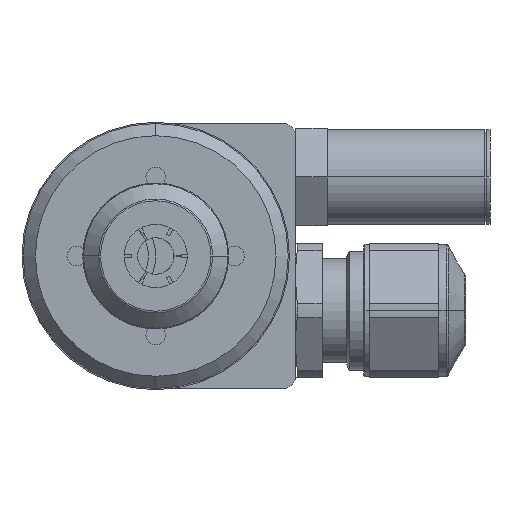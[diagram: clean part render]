
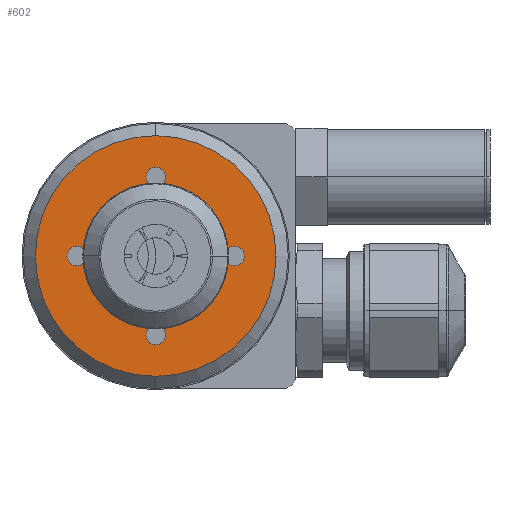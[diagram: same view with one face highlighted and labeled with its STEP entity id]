
A CAD part, left-side view. The second image highlights one B-rep face of the part: STEP entity #602.
In plain terms, the highlighted planar face has unit normal (-1, 0, 0).
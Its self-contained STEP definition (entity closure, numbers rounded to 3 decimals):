
#127 = ORIENTED_EDGE ( 'NONE', *, *, #5385, .F. ) ;
#132 = ORIENTED_EDGE ( 'NONE', *, *, #5313, .F. ) ;
#174 = VERTEX_POINT ( 'NONE', #8086 ) ;
#179 = ORIENTED_EDGE ( 'NONE', *, *, #5412, .F. ) ;
#195 = VERTEX_POINT ( 'NONE', #8074 ) ;
#202 = ORIENTED_EDGE ( 'NONE', *, *, #5366, .F. ) ;
#203 = VERTEX_POINT ( 'NONE', #7941 ) ;
#216 = VERTEX_POINT ( 'NONE', #7493 ) ;
#239 = VERTEX_POINT ( 'NONE', #7063 ) ;
#244 = VERTEX_POINT ( 'NONE', #7188 ) ;
#320 = ORIENTED_EDGE ( 'NONE', *, *, #5314, .F. ) ;
#378 = VERTEX_POINT ( 'NONE', #7470 ) ;
#390 = VERTEX_POINT ( 'NONE', #7058 ) ;
#397 = ORIENTED_EDGE ( 'NONE', *, *, #5324, .F. ) ;
#413 = VERTEX_POINT ( 'NONE', #7904 ) ;
#432 = VERTEX_POINT ( 'NONE', #7888 ) ;
#457 = VERTEX_POINT ( 'NONE', #7939 ) ;
#487 = VERTEX_POINT ( 'NONE', #7463 ) ;
#528 = ORIENTED_EDGE ( 'NONE', *, *, #5660, .F. ) ;
#602 = ADVANCED_FACE ( 'NONE', ( #3914, #3920, #3910, #4126, #3916, #3908 ), #6952, .F. ) ;
#943 = DIRECTION ( 'NONE',  ( -1., 0., 0. ) ) ;
#1013 = CARTESIAN_POINT ( 'NONE',  ( -73.4, 6.5, 0. ) ) ;
#1014 = DIRECTION ( 'NONE',  ( -1., 0., 0. ) ) ;
#1015 = DIRECTION ( 'NONE',  ( 0., 0., 1. ) ) ;
#1093 = DIRECTION ( 'NONE',  ( 0., 0., 1. ) ) ;
#1161 = DIRECTION ( 'NONE',  ( 0., 0., -1. ) ) ;
#1168 = CARTESIAN_POINT ( 'NONE',  ( -73.4, 0., 0. ) ) ;
#1334 = CARTESIAN_POINT ( 'NONE',  ( -73.4, 0., 0. ) ) ;
#1430 = DIRECTION ( 'NONE',  ( -1., 0., 0. ) ) ;
#1431 = CARTESIAN_POINT ( 'NONE',  ( -73.4, 0., -6.5 ) ) ;
#1432 = DIRECTION ( 'NONE',  ( 0., 0., 1. ) ) ;
#1471 = DIRECTION ( 'NONE',  ( 0., 0., 1. ) ) ;
#1517 = DIRECTION ( 'NONE',  ( -1., 0., 0. ) ) ;
#1530 = CARTESIAN_POINT ( 'NONE',  ( -73.4, 6.5, 0. ) ) ;
#1531 = DIRECTION ( 'NONE',  ( -1., 0., 0. ) ) ;
#1546 = CARTESIAN_POINT ( 'NONE',  ( -73.4, 0., 6.5 ) ) ;
#1547 = DIRECTION ( 'NONE',  ( -1., 0., 0. ) ) ;
#1548 = DIRECTION ( 'NONE',  ( 0., 0., 1. ) ) ;
#1555 = CARTESIAN_POINT ( 'NONE',  ( -73.4, -6.5, 0. ) ) ;
#1564 = DIRECTION ( 'NONE',  ( 0., 0., 1. ) ) ;
#1589 = DIRECTION ( 'NONE',  ( -1., 0., 0. ) ) ;
#1731 = CIRCLE ( 'NONE', #4574, 0.8 ) ;
#1758 = CIRCLE ( 'NONE', #4634, 4.625 ) ;
#2029 = CIRCLE ( 'NONE', #4683, 9.9 ) ;
#2065 = CIRCLE ( 'NONE', #4666, 0.8 ) ;
#2136 = CIRCLE ( 'NONE', #4590, 0.8 ) ;
#2274 = DIRECTION ( 'NONE',  ( 0., 0., 1. ) ) ;
#2275 = DIRECTION ( 'NONE',  ( -1., 0., 0. ) ) ;
#2276 = CARTESIAN_POINT ( 'NONE',  ( -73.4, 0., -6.5 ) ) ;
#2349 = DIRECTION ( 'NONE',  ( -1., 0., 0. ) ) ;
#2371 = DIRECTION ( 'NONE',  ( 0., 0., -1. ) ) ;
#2528 = CARTESIAN_POINT ( 'NONE',  ( -73.4, 0., 0. ) ) ;
#2567 = DIRECTION ( 'NONE',  ( -1., 0., 0. ) ) ;
#2656 = CARTESIAN_POINT ( 'NONE',  ( -73.4, -6.5, 0. ) ) ;
#2802 = DIRECTION ( 'NONE',  ( 0., 0., 1. ) ) ;
#2821 = DIRECTION ( 'NONE',  ( 0., 0., 1. ) ) ;
#2824 = DIRECTION ( 'NONE',  ( -1., 0., 0. ) ) ;
#2825 = CARTESIAN_POINT ( 'NONE',  ( -73.4, 0., 0. ) ) ;
#3059 = DIRECTION ( 'NONE',  ( 0., 0., 1. ) ) ;
#3092 = CARTESIAN_POINT ( 'NONE',  ( -73.4, 0., 6.5 ) ) ;
#3099 = DIRECTION ( 'NONE',  ( -1., 0., 0. ) ) ;
#3360 = CIRCLE ( 'NONE', #5032, 0.8 ) ;
#3422 = CIRCLE ( 'NONE', #5019, 0.8 ) ;
#3429 = CIRCLE ( 'NONE', #5034, 0.8 ) ;
#3436 = CIRCLE ( 'NONE', #5038, 0.8 ) ;
#3507 = CIRCLE ( 'NONE', #4962, 9.9 ) ;
#3640 = EDGE_LOOP ( 'NONE', ( #6081, #320 ) ) ;
#3695 = EDGE_LOOP ( 'NONE', ( #127, #179 ) ) ;
#3908 = FACE_BOUND ( 'NONE', #3695, .T. ) ;
#3910 = FACE_BOUND ( 'NONE', #4169, .T. ) ;
#3914 = FACE_OUTER_BOUND ( 'NONE', #4343, .T. ) ;
#3916 = FACE_BOUND ( 'NONE', #4159, .T. ) ;
#3920 = FACE_BOUND ( 'NONE', #3640, .T. ) ;
#3948 = EDGE_LOOP ( 'NONE', ( #6771, #132 ) ) ;
#4126 = FACE_BOUND ( 'NONE', #3948, .T. ) ;
#4159 = EDGE_LOOP ( 'NONE', ( #202, #397 ) ) ;
#4169 = EDGE_LOOP ( 'NONE', ( #528, #6769 ) ) ;
#4324 = CIRCLE ( 'NONE', #4647, 4.625 ) ;
#4329 = CIRCLE ( 'NONE', #5023, 0.8 ) ;
#4343 = EDGE_LOOP ( 'NONE', ( #6342, #6079 ) ) ;
#4574 = AXIS2_PLACEMENT_3D ( 'NONE', #3092, #3099, #3059 ) ;
#4590 = AXIS2_PLACEMENT_3D ( 'NONE', #2276, #2275, #2274 ) ;
#4634 = AXIS2_PLACEMENT_3D ( 'NONE', #2825, #2824, #2821 ) ;
#4647 = AXIS2_PLACEMENT_3D ( 'NONE', #1334, #943, #1093 ) ;
#4666 = AXIS2_PLACEMENT_3D ( 'NONE', #2656, #2349, #2802 ) ;
#4683 = AXIS2_PLACEMENT_3D ( 'NONE', #2528, #2567, #2371 ) ;
#4962 = AXIS2_PLACEMENT_3D ( 'NONE', #1168, #1430, #1161 ) ;
#5019 = AXIS2_PLACEMENT_3D ( 'NONE', #1431, #1589, #1432 ) ;
#5023 = AXIS2_PLACEMENT_3D ( 'NONE', #1546, #1547, #1548 ) ;
#5032 = AXIS2_PLACEMENT_3D ( 'NONE', #1013, #1014, #1015 ) ;
#5034 = AXIS2_PLACEMENT_3D ( 'NONE', #1530, #1531, #1564 ) ;
#5038 = AXIS2_PLACEMENT_3D ( 'NONE', #1555, #1517, #1471 ) ;
#5078 = AXIS2_PLACEMENT_3D ( 'NONE', #6987, #6957, #7126 ) ;
#5299 = EDGE_CURVE ( 'NONE', #239, #390, #3507, .T. ) ;
#5313 = EDGE_CURVE ( 'NONE', #195, #378, #4329, .T. ) ;
#5314 = EDGE_CURVE ( 'NONE', #216, #413, #3422, .T. ) ;
#5320 = EDGE_CURVE ( 'NONE', #457, #203, #3436, .T. ) ;
#5324 = EDGE_CURVE ( 'NONE', #487, #174, #3429, .T. ) ;
#5366 = EDGE_CURVE ( 'NONE', #174, #487, #3360, .T. ) ;
#5385 = EDGE_CURVE ( 'NONE', #244, #432, #4324, .T. ) ;
#5412 = EDGE_CURVE ( 'NONE', #432, #244, #1758, .T. ) ;
#5601 = EDGE_CURVE ( 'NONE', #413, #216, #2136, .T. ) ;
#5660 = EDGE_CURVE ( 'NONE', #203, #457, #2065, .T. ) ;
#5669 = EDGE_CURVE ( 'NONE', #390, #239, #2029, .T. ) ;
#5831 = EDGE_CURVE ( 'NONE', #378, #195, #1731, .T. ) ;
#6079 = ORIENTED_EDGE ( 'NONE', *, *, #5299, .T. ) ;
#6081 = ORIENTED_EDGE ( 'NONE', *, *, #5601, .F. ) ;
#6342 = ORIENTED_EDGE ( 'NONE', *, *, #5669, .T. ) ;
#6769 = ORIENTED_EDGE ( 'NONE', *, *, #5320, .F. ) ;
#6771 = ORIENTED_EDGE ( 'NONE', *, *, #5831, .F. ) ;
#6952 = PLANE ( 'NONE',  #5078 ) ;
#6957 = DIRECTION ( 'NONE',  ( 1., 0., 0. ) ) ;
#6987 = CARTESIAN_POINT ( 'NONE',  ( -73.4, 10.9, 0. ) ) ;
#7058 = CARTESIAN_POINT ( 'NONE',  ( -73.4, 0., -9.9 ) ) ;
#7063 = CARTESIAN_POINT ( 'NONE',  ( -73.4, 0., 9.9 ) ) ;
#7126 = DIRECTION ( 'NONE',  ( 0., 0., -1. ) ) ;
#7188 = CARTESIAN_POINT ( 'NONE',  ( -73.4, 0., 4.625 ) ) ;
#7463 = CARTESIAN_POINT ( 'NONE',  ( -73.4, 6.5, -0.8 ) ) ;
#7470 = CARTESIAN_POINT ( 'NONE',  ( -73.4, 0., 7.3 ) ) ;
#7493 = CARTESIAN_POINT ( 'NONE',  ( -73.4, 0., -7.3 ) ) ;
#7888 = CARTESIAN_POINT ( 'NONE',  ( -73.4, 0., -4.625 ) ) ;
#7904 = CARTESIAN_POINT ( 'NONE',  ( -73.4, 0., -5.7 ) ) ;
#7939 = CARTESIAN_POINT ( 'NONE',  ( -73.4, -6.5, -0.8 ) ) ;
#7941 = CARTESIAN_POINT ( 'NONE',  ( -73.4, -6.5, 0.8 ) ) ;
#8074 = CARTESIAN_POINT ( 'NONE',  ( -73.4, 0., 5.7 ) ) ;
#8086 = CARTESIAN_POINT ( 'NONE',  ( -73.4, 6.5, 0.8 ) ) ;
